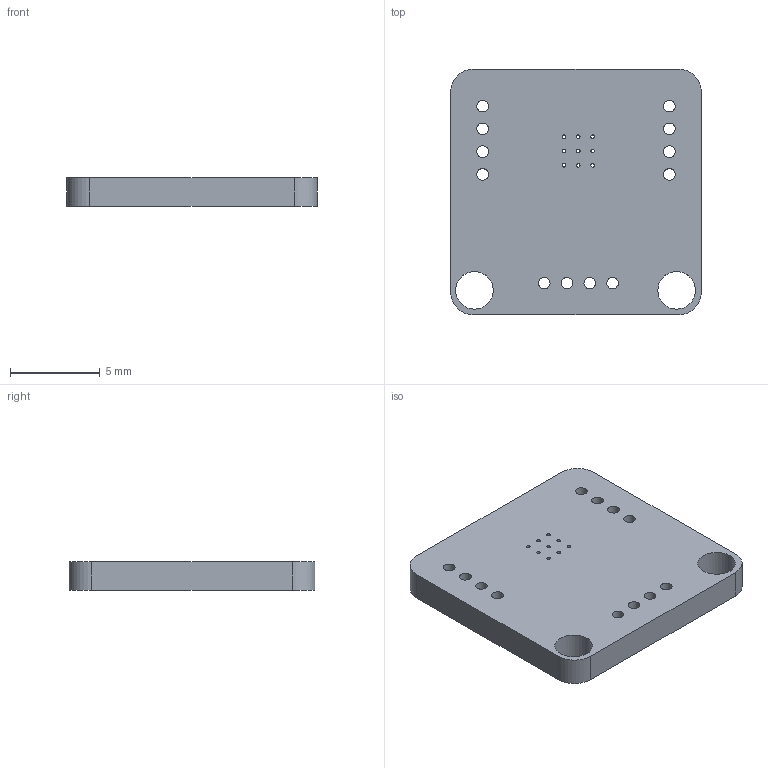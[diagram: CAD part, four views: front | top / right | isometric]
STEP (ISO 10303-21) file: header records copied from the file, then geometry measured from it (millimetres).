
FILE_DESCRIPTION(('KiCad electronic assembly'),'2;1');
FILE_NAME('LIS3MDL_DRV8833_Board.step','2023-01-24T09:56:18',('Pcbnew'), ('Kicad'),'Open CASCADE STEP processor 7.6','KiCad to STEP converter', 'Unknown');
FILE_SCHEMA(('AUTOMOTIVE_DESIGN { 1 0 10303 214 1 1 1 1 }'));
Length unit declared in the file: millimetre
Products named in the file (2): LIS3MDL_DRV8833_Board 1; LIS3MDL_DRV8833_Board PCB
Assembly tree (1 placements, depth 2):
  LIS3MDL_DRV8833_Board 1
    LIS3MDL_DRV8833_Board PCB
Bounding box: 13.97 x 13.72 x 1.6 mm (x, y, z)
Volume: 286.5 mm3; surface area: 512.5 mm2
Topology: 1 solids, 1 shells, 33 faces, 93 edges, 62 vertices
Faces by surface type: cylinder 27, plane 6
Full cylindrical faces by diameter (mm): 0.2 x9, 0.65 x12, 2.1 x2
Entity records: 2611 total; most frequent: CARTESIAN_POINT 700, DIRECTION 349, ORIENTED_EDGE 186, PCURVE 186, DEFINITIONAL_REPRESENTATION 186, LINE 171, VECTOR 171, EDGE_CURVE 93
